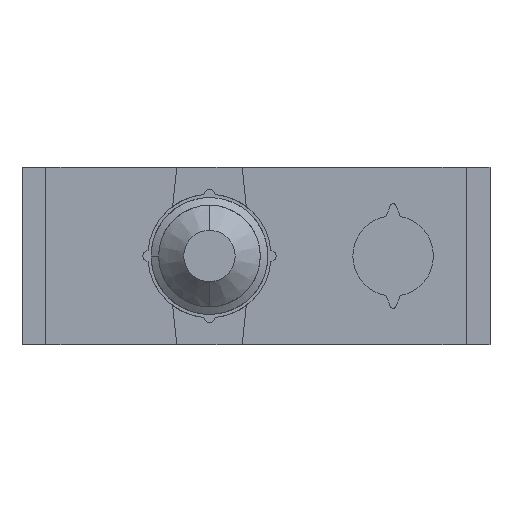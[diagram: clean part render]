
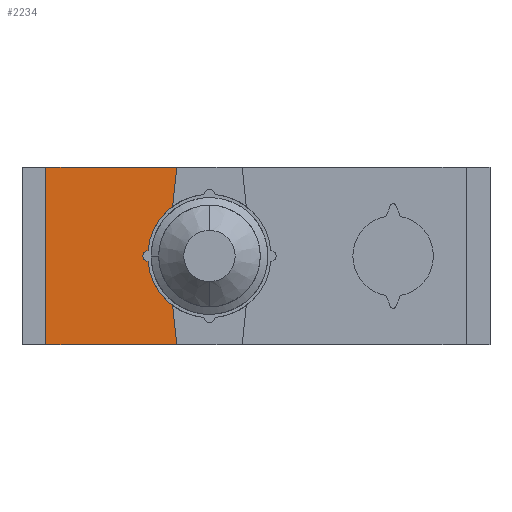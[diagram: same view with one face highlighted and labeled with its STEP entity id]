
A CAD part, front view. The second image highlights one B-rep face of the part: STEP entity #2234.
In plain terms, the highlighted planar face has unit normal (0, -1, 0).
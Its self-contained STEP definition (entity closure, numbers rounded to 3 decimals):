
#34 = DIRECTION ( 'NONE',  ( -0.105, 0., -0.995 ) ) ;
#49 = CARTESIAN_POINT ( 'NONE',  ( -1.4, 0.38, 3.525 ) ) ;
#262 = EDGE_CURVE ( 'NONE', #2640, #3397, #3392, .T. ) ;
#302 = VERTEX_POINT ( 'NONE', #2385 ) ;
#320 = VECTOR ( 'NONE', #1639, 1000. ) ;
#404 = LINE ( 'NONE', #1659, #320 ) ;
#405 = ORIENTED_EDGE ( 'NONE', *, *, #3630, .T. ) ;
#469 = FACE_OUTER_BOUND ( 'NONE', #1983, .T. ) ;
#653 = CIRCLE ( 'NONE', #1679, 2.45 ) ;
#729 = CARTESIAN_POINT ( 'NONE',  ( -2.627, 0.38, -0.185 ) ) ;
#903 = CARTESIAN_POINT ( 'NONE',  ( -6.6, 0.38, 3.525 ) ) ;
#934 = LINE ( 'NONE', #3238, #1022 ) ;
#1022 = VECTOR ( 'NONE', #3234, 1000. ) ;
#1159 = ORIENTED_EDGE ( 'NONE', *, *, #3565, .F. ) ;
#1173 = CARTESIAN_POINT ( 'NONE',  ( -2.54, 0.38, -0.221 ) ) ;
#1180 = CARTESIAN_POINT ( 'NONE',  ( -1.564, 0.38, -1.964 ) ) ;
#1262 = DIRECTION ( 'NONE',  ( 0., 0., 1. ) ) ;
#1285 = ORIENTED_EDGE ( 'NONE', *, *, #2275, .F. ) ;
#1325 = CARTESIAN_POINT ( 'NONE',  ( -1.564, 0.38, -1.964 ) ) ;
#1336 = DIRECTION ( 'NONE',  ( -1., 0., 0. ) ) ;
#1347 = CARTESIAN_POINT ( 'NONE',  ( 0., 0.38, 3.525 ) ) ;
#1358 = ORIENTED_EDGE ( 'NONE', *, *, #262, .F. ) ;
#1363 = VERTEX_POINT ( 'NONE', #1180 ) ;
#1416 = VERTEX_POINT ( 'NONE', #1173 ) ;
#1574 = VECTOR ( 'NONE', #1336, 1000. ) ;
#1591 = VECTOR ( 'NONE', #1262, 1000. ) ;
#1600 = AXIS2_PLACEMENT_3D ( 'NONE', #2405, #2401, #2327 ) ;
#1606 = ORIENTED_EDGE ( 'NONE', *, *, #2811, .T. ) ;
#1615 = CARTESIAN_POINT ( 'NONE',  ( -6.6, 0.38, 3.525 ) ) ;
#1639 = DIRECTION ( 'NONE',  ( -0.924, 0., 0.383 ) ) ;
#1644 = ORIENTED_EDGE ( 'NONE', *, *, #2940, .F. ) ;
#1654 = DIRECTION ( 'NONE',  ( 0., 0., 1. ) ) ;
#1655 = DIRECTION ( 'NONE',  ( 0., -1., 0. ) ) ;
#1657 = CARTESIAN_POINT ( 'NONE',  ( -0.1, 0.38, 0. ) ) ;
#1659 = CARTESIAN_POINT ( 'NONE',  ( -2.54, 0.38, -0.221 ) ) ;
#1679 = AXIS2_PLACEMENT_3D ( 'NONE', #3068, #3065, #3061 ) ;
#1702 = LINE ( 'NONE', #1615, #1591 ) ;
#1783 = VERTEX_POINT ( 'NONE', #903 ) ;
#1925 = VECTOR ( 'NONE', #34, 1000. ) ;
#1937 = VECTOR ( 'NONE', #2971, 1000. ) ;
#1983 = EDGE_LOOP ( 'NONE', ( #3653, #1159, #3605, #1285, #1606, #1644, #3185, #405, #3500, #1358 ) ) ;
#1987 = VECTOR ( 'NONE', #2424, 1000. ) ;
#2084 = CARTESIAN_POINT ( 'NONE',  ( -6.6, 0.38, -3.525 ) ) ;
#2112 = LINE ( 'NONE', #1347, #1574 ) ;
#2154 = CIRCLE ( 'NONE', #1600, 0.2 ) ;
#2225 = CIRCLE ( 'NONE', #2775, 2.45 ) ;
#2234 = ADVANCED_FACE ( 'NONE', ( #469 ), #2690, .F. ) ;
#2275 = EDGE_CURVE ( 'NONE', #302, #2499, #2154, .T. ) ;
#2327 = DIRECTION ( 'NONE',  ( 0., 0., 1. ) ) ;
#2385 = CARTESIAN_POINT ( 'NONE',  ( -2.627, 0.38, 0.185 ) ) ;
#2401 = DIRECTION ( 'NONE',  ( 0., -1., 0. ) ) ;
#2405 = CARTESIAN_POINT ( 'NONE',  ( -2.55, 0.38, 0. ) ) ;
#2424 = DIRECTION ( 'NONE',  ( -1., 0., 0. ) ) ;
#2449 = EDGE_CURVE ( 'NONE', #3397, #1783, #1702, .T. ) ;
#2486 = CARTESIAN_POINT ( 'NONE',  ( 0., 0.38, -3.525 ) ) ;
#2499 = VERTEX_POINT ( 'NONE', #729 ) ;
#2558 = VERTEX_POINT ( 'NONE', #3681 ) ;
#2584 = DIRECTION ( 'NONE',  ( 0., 1., 0. ) ) ;
#2640 = VERTEX_POINT ( 'NONE', #3586 ) ;
#2682 = DIRECTION ( 'NONE',  ( 0., 0., 1. ) ) ;
#2686 = CARTESIAN_POINT ( 'NONE',  ( -6.6, 0.38, 3.525 ) ) ;
#2690 = PLANE ( 'NONE',  #3154 ) ;
#2775 = AXIS2_PLACEMENT_3D ( 'NONE', #1657, #1655, #1654 ) ;
#2811 = EDGE_CURVE ( 'NONE', #302, #3627, #934, .T. ) ;
#2940 = EDGE_CURVE ( 'NONE', #2558, #3627, #653, .T. ) ;
#2963 = CARTESIAN_POINT ( 'NONE',  ( -1.4, 0.38, 3.525 ) ) ;
#2971 = DIRECTION ( 'NONE',  ( 0.105, 0., -0.995 ) ) ;
#3007 = VERTEX_POINT ( 'NONE', #2963 ) ;
#3015 = CARTESIAN_POINT ( 'NONE',  ( -2.54, 0.38, 0.221 ) ) ;
#3061 = DIRECTION ( 'NONE',  ( 0., 0., 1. ) ) ;
#3065 = DIRECTION ( 'NONE',  ( 0., -1., 0. ) ) ;
#3068 = CARTESIAN_POINT ( 'NONE',  ( -0.1, 0.38, 0. ) ) ;
#3128 = LINE ( 'NONE', #1325, #1937 ) ;
#3141 = LINE ( 'NONE', #49, #1925 ) ;
#3154 = AXIS2_PLACEMENT_3D ( 'NONE', #2686, #2584, #2682 ) ;
#3185 = ORIENTED_EDGE ( 'NONE', *, *, #3689, .F. ) ;
#3234 = DIRECTION ( 'NONE',  ( 0.924, 0., 0.383 ) ) ;
#3238 = CARTESIAN_POINT ( 'NONE',  ( -2.627, 0.38, 0.185 ) ) ;
#3392 = LINE ( 'NONE', #2486, #1987 ) ;
#3397 = VERTEX_POINT ( 'NONE', #2084 ) ;
#3500 = ORIENTED_EDGE ( 'NONE', *, *, #2449, .F. ) ;
#3565 = EDGE_CURVE ( 'NONE', #1416, #1363, #2225, .T. ) ;
#3569 = EDGE_CURVE ( 'NONE', #1416, #2499, #404, .T. ) ;
#3586 = CARTESIAN_POINT ( 'NONE',  ( -1.4, 0.38, -3.525 ) ) ;
#3605 = ORIENTED_EDGE ( 'NONE', *, *, #3569, .T. ) ;
#3627 = VERTEX_POINT ( 'NONE', #3015 ) ;
#3630 = EDGE_CURVE ( 'NONE', #3007, #1783, #2112, .T. ) ;
#3641 = EDGE_CURVE ( 'NONE', #1363, #2640, #3128, .T. ) ;
#3653 = ORIENTED_EDGE ( 'NONE', *, *, #3641, .F. ) ;
#3681 = CARTESIAN_POINT ( 'NONE',  ( -1.564, 0.38, 1.964 ) ) ;
#3689 = EDGE_CURVE ( 'NONE', #3007, #2558, #3141, .T. ) ;
